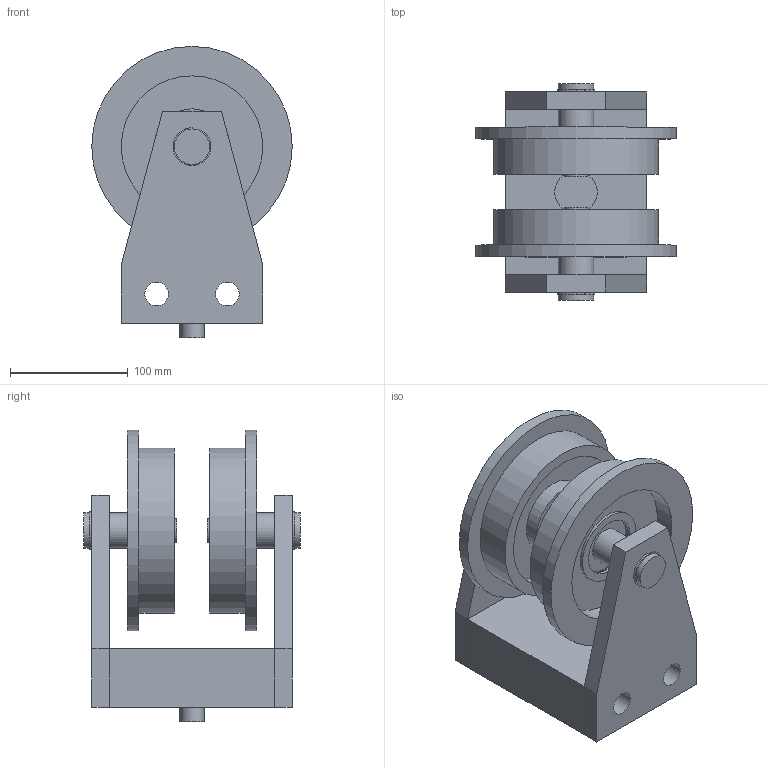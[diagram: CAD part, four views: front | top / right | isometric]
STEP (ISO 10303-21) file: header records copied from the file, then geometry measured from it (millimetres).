
FILE_DESCRIPTION(/* description */ ('Unknown'),/* implementation_level */ '2;1');
FILE_NAME(/* name */ 'trolley',/* time_stamp */ '2021-10-19T16:56:55+01:00',/* author */ ('Unknown'),/* organization */ ('Unknown'),/* preprocessor_version */ 'ST-DEVELOPER v16.7',/* originating_system */ 'Solid Edge',/* authorisation */ 'Unknown');
FILE_SCHEMA (('AUTOMOTIVE_DESIGN {1 0 10303 214 3 1 1}'));
Length unit declared in the file: millimetre
Products named in the file (11): trolley; Carrier; chead; Splate; mtgpin; Wheel; Axle; bearing; sraxle; wheel; srwheel
Assembly tree (13 placements, depth 3):
  trolley
    Carrier
      chead
      Splate  x2
      mtgpin
    Wheel  x2
      Axle
      bearing
      sraxle
      wheel
    srwheel  x2
Bounding box: 170 x 184 x 247 mm (x, y, z)
Volume: 2068536.5 mm3; surface area: 361566.1 mm2
Topology: 14 solids, 14 shells, 140 faces, 255 edges, 173 vertices
Faces by surface type: plane 82, cylinder 58
Full cylindrical faces by diameter (mm): 18 x2, 20 x13, 20.5 x1, 28 x2, 30 x6, 36 x2, 50 x8, 52 x4, 64 x4, 120 x4, 140 x2, 170 x2
Entity records: 2094 total; most frequent: DIRECTION 358, CARTESIAN_POINT 294, ORIENTED_EDGE 220, AXIS2_PLACEMENT_3D 156, EDGE_LOOP 138, FACE_BOUND 138, EDGE_CURVE 110, VERTEX_POINT 92
